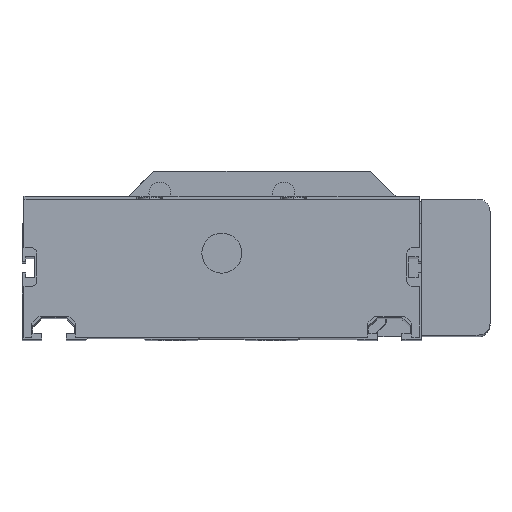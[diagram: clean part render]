
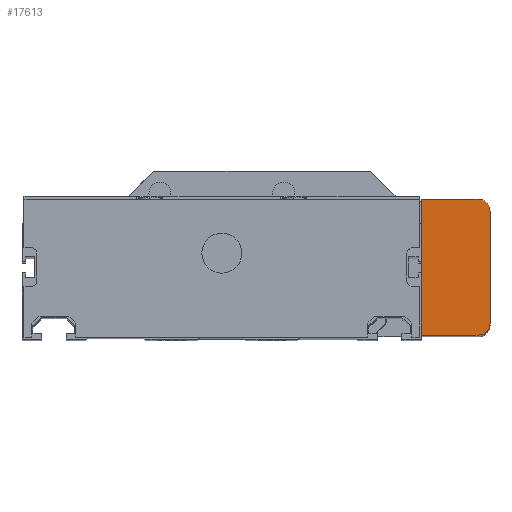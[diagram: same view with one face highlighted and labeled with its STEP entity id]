
A CAD part, top view. The second image highlights one B-rep face of the part: STEP entity #17613.
In plain terms, the highlighted planar face has unit normal (0, 0, 1).
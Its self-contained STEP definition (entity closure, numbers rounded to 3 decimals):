
#1244 = DIRECTION ( 'NONE',  ( 0., 1., 0. ) ) ;
#2997 = DIRECTION ( 'NONE',  ( 0., 0., 1. ) ) ;
#4446 = VERTEX_POINT ( 'NONE', #9764 ) ;
#4593 = VERTEX_POINT ( 'NONE', #14469 ) ;
#5289 = DIRECTION ( 'NONE',  ( 1., 0., 0. ) ) ;
#5440 = ORIENTED_EDGE ( 'NONE', *, *, #15603, .T. ) ;
#5563 = LINE ( 'NONE', #11116, #11876 ) ;
#5912 = EDGE_CURVE ( 'NONE', #12622, #24462, #21138, .T. ) ;
#5988 = VECTOR ( 'NONE', #16831, 1000. ) ;
#7361 = DIRECTION ( 'NONE',  ( 1., 0., 0. ) ) ;
#8196 = EDGE_CURVE ( 'NONE', #4593, #4446, #13355, .T. ) ;
#8456 = DIRECTION ( 'NONE',  ( -1., 0., 0. ) ) ;
#8915 = DIRECTION ( 'NONE',  ( 0., 0., 1. ) ) ;
#9282 = CARTESIAN_POINT ( 'NONE',  ( 67.1, -17.5, 264.7 ) ) ;
#9764 = CARTESIAN_POINT ( 'NONE',  ( 64.1, 13.5, 264.7 ) ) ;
#10562 = CARTESIAN_POINT ( 'NONE',  ( 47.9, -6.75, 264.7 ) ) ;
#10689 = DIRECTION ( 'NONE',  ( 1., 0., 0. ) ) ;
#10772 = AXIS2_PLACEMENT_3D ( 'NONE', #12672, #8915, #16599 ) ;
#10790 = EDGE_CURVE ( 'NONE', #4446, #12622, #14244, .T. ) ;
#11116 = CARTESIAN_POINT ( 'NONE',  ( 67.1, 10.5, 264.7 ) ) ;
#11876 = VECTOR ( 'NONE', #1244, 1000. ) ;
#12622 = VERTEX_POINT ( 'NONE', #14615 ) ;
#12672 = CARTESIAN_POINT ( 'NONE',  ( 64.1, 10.5, 264.7 ) ) ;
#13141 = ORIENTED_EDGE ( 'NONE', *, *, #13391, .T. ) ;
#13355 = CIRCLE ( 'NONE', #10772, 3. ) ;
#13391 = EDGE_CURVE ( 'NONE', #20244, #24355, #20859, .T. ) ;
#13534 = LINE ( 'NONE', #24206, #22004 ) ;
#13823 = CARTESIAN_POINT ( 'NONE',  ( 64.1, -20.5, 264.7 ) ) ;
#14244 = LINE ( 'NONE', #22467, #17811 ) ;
#14384 = AXIS2_PLACEMENT_3D ( 'NONE', #19702, #2997, #5289 ) ;
#14469 = CARTESIAN_POINT ( 'NONE',  ( 67.1, 10.5, 264.7 ) ) ;
#14615 = CARTESIAN_POINT ( 'NONE',  ( 50., 13.5, 264.7 ) ) ;
#15603 = EDGE_CURVE ( 'NONE', #24355, #4593, #5563, .T. ) ;
#16599 = DIRECTION ( 'NONE',  ( 1., 0., 0. ) ) ;
#16831 = DIRECTION ( 'NONE',  ( 0., -1., 0. ) ) ;
#16888 = CARTESIAN_POINT ( 'NONE',  ( 50., -20.5, 264.7 ) ) ;
#17046 = FACE_OUTER_BOUND ( 'NONE', #23212, .T. ) ;
#17357 = CARTESIAN_POINT ( 'NONE',  ( 50., 13.5, 264.7 ) ) ;
#17613 = ADVANCED_FACE ( 'NONE', ( #17046 ), #25400, .T. ) ;
#17811 = VECTOR ( 'NONE', #8456, 1000. ) ;
#18785 = DIRECTION ( 'NONE',  ( 0., 0., 1. ) ) ;
#19702 = CARTESIAN_POINT ( 'NONE',  ( 64.1, -17.5, 264.7 ) ) ;
#20183 = ORIENTED_EDGE ( 'NONE', *, *, #5912, .T. ) ;
#20244 = VERTEX_POINT ( 'NONE', #13823 ) ;
#20313 = ORIENTED_EDGE ( 'NONE', *, *, #23107, .T. ) ;
#20769 = ORIENTED_EDGE ( 'NONE', *, *, #8196, .T. ) ;
#20859 = CIRCLE ( 'NONE', #14384, 3. ) ;
#21138 = LINE ( 'NONE', #17357, #5988 ) ;
#21944 = ORIENTED_EDGE ( 'NONE', *, *, #10790, .T. ) ;
#22004 = VECTOR ( 'NONE', #7361, 1000. ) ;
#22467 = CARTESIAN_POINT ( 'NONE',  ( 50., 13.5, 264.7 ) ) ;
#23107 = EDGE_CURVE ( 'NONE', #24462, #20244, #13534, .T. ) ;
#23212 = EDGE_LOOP ( 'NONE', ( #20769, #21944, #20183, #20313, #13141, #5440 ) ) ;
#24206 = CARTESIAN_POINT ( 'NONE',  ( 64.1, -20.5, 264.7 ) ) ;
#24355 = VERTEX_POINT ( 'NONE', #9282 ) ;
#24462 = VERTEX_POINT ( 'NONE', #16888 ) ;
#25298 = AXIS2_PLACEMENT_3D ( 'NONE', #10562, #18785, #10689 ) ;
#25400 = PLANE ( 'NONE',  #25298 ) ;
